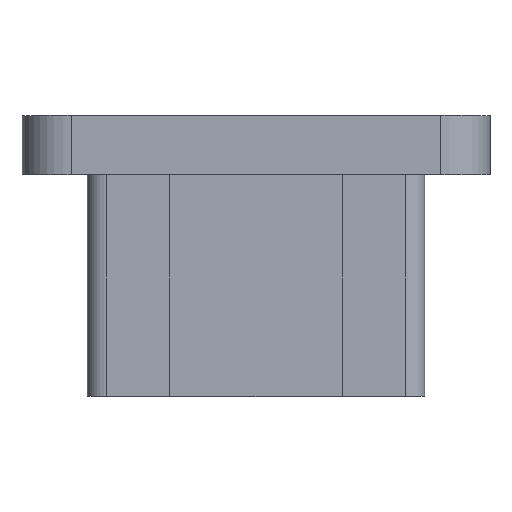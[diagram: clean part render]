
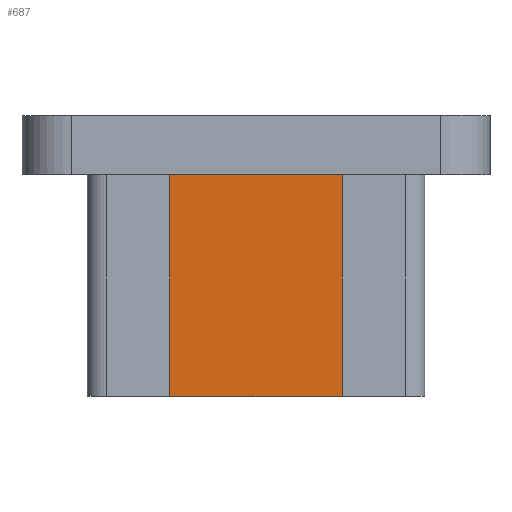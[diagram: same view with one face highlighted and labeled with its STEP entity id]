
A CAD part, top view. The second image highlights one B-rep face of the part: STEP entity #687.
In plain terms, the highlighted planar face has unit normal (0, 0, 1).
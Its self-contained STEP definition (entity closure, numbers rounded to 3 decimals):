
#16 = VERTEX_POINT ( 'NONE', #768 ) ;
#67 = LINE ( 'NONE', #286, #756 ) ;
#88 = DIRECTION ( 'NONE',  ( 1., 0., 0. ) ) ;
#103 = EDGE_CURVE ( 'NONE', #16, #881, #67, .T. ) ;
#110 = DIRECTION ( 'NONE',  ( 0., 0., -1. ) ) ;
#128 = CARTESIAN_POINT ( 'NONE',  ( -1.75, 2.1, 0. ) ) ;
#144 = ORIENTED_EDGE ( 'NONE', *, *, #372, .T. ) ;
#160 = DIRECTION ( 'NONE',  ( 0., -1., 0. ) ) ;
#186 = CARTESIAN_POINT ( 'NONE',  ( -1.75, 2.1, 0. ) ) ;
#235 = AXIS2_PLACEMENT_3D ( 'NONE', #247, #110, #574 ) ;
#238 = FACE_OUTER_BOUND ( 'NONE', #648, .T. ) ;
#247 = CARTESIAN_POINT ( 'NONE',  ( -1.75, 5.714, 0. ) ) ;
#253 = DIRECTION ( 'NONE',  ( 0., -1., 0. ) ) ;
#286 = CARTESIAN_POINT ( 'NONE',  ( -1.75, -2.4, 0. ) ) ;
#317 = CARTESIAN_POINT ( 'NONE',  ( -1.75, 5.714, 0. ) ) ;
#325 = VERTEX_POINT ( 'NONE', #128 ) ;
#332 = VECTOR ( 'NONE', #809, 1000. ) ;
#348 = EDGE_CURVE ( 'NONE', #325, #645, #363, .T. ) ;
#363 = LINE ( 'NONE', #186, #332 ) ;
#372 = EDGE_CURVE ( 'NONE', #325, #16, #818, .T. ) ;
#426 = CARTESIAN_POINT ( 'NONE',  ( 1.75, 2.1, 0. ) ) ;
#437 = VECTOR ( 'NONE', #253, 1000. ) ;
#469 = ORIENTED_EDGE ( 'NONE', *, *, #591, .F. ) ;
#528 = CARTESIAN_POINT ( 'NONE',  ( 1.75, -2.4, 0. ) ) ;
#574 = DIRECTION ( 'NONE',  ( -1., 0., 0. ) ) ;
#591 = EDGE_CURVE ( 'NONE', #645, #881, #667, .T. ) ;
#632 = ORIENTED_EDGE ( 'NONE', *, *, #348, .F. ) ;
#645 = VERTEX_POINT ( 'NONE', #426 ) ;
#648 = EDGE_LOOP ( 'NONE', ( #144, #742, #469, #632 ) ) ;
#667 = LINE ( 'NONE', #714, #846 ) ;
#687 = ADVANCED_FACE ( 'NONE', ( #238 ), #863, .F. ) ;
#714 = CARTESIAN_POINT ( 'NONE',  ( 1.75, 5.714, 0. ) ) ;
#742 = ORIENTED_EDGE ( 'NONE', *, *, #103, .T. ) ;
#756 = VECTOR ( 'NONE', #88, 1000. ) ;
#768 = CARTESIAN_POINT ( 'NONE',  ( -1.75, -2.4, 0. ) ) ;
#809 = DIRECTION ( 'NONE',  ( 1., 0., 0. ) ) ;
#818 = LINE ( 'NONE', #317, #437 ) ;
#846 = VECTOR ( 'NONE', #160, 1000. ) ;
#863 = PLANE ( 'NONE',  #235 ) ;
#881 = VERTEX_POINT ( 'NONE', #528 ) ;
